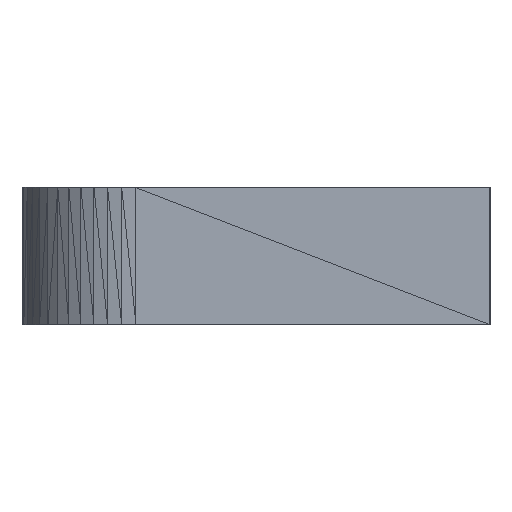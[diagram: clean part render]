
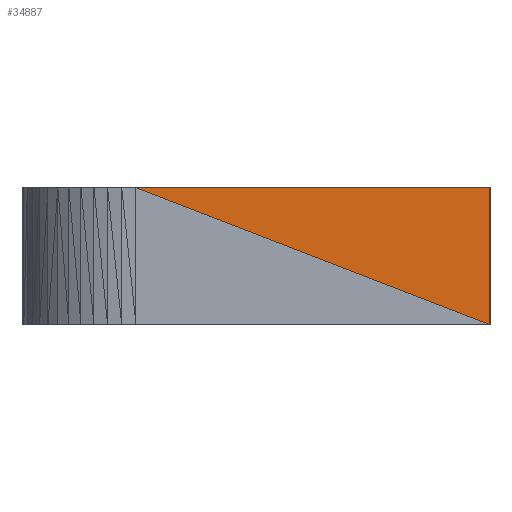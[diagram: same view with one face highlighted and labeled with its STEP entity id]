
A CAD part, left-side view. The second image highlights one B-rep face of the part: STEP entity #34887.
In plain terms, the highlighted planar face has unit normal (-1, 0, 0).
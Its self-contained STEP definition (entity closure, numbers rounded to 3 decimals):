
#57 = VERTEX_POINT('',#58);
#58 = CARTESIAN_POINT('',(-22.,15.5,0.));
#98 = PLANE('',#99);
#99 = AXIS2_PLACEMENT_3D('',#100,#101,#102);
#100 = CARTESIAN_POINT('',(-21.879,7.752,0.));
#101 = DIRECTION('',(0.,0.,1.));
#102 = DIRECTION('',(1.,0.,-0.));
#26686 = VERTEX_POINT('',#26687);
#26687 = CARTESIAN_POINT('',(-22.,0.,-6.));
#26877 = VERTEX_POINT('',#26878);
#26878 = CARTESIAN_POINT('',(-22.,0.,0.));
#27027 = PLANE('',#27028);
#27028 = AXIS2_PLACEMENT_3D('',#27029,#27030,#27031);
#27029 = CARTESIAN_POINT('',(-20.678,0.,-2.692));
#27030 = DIRECTION('',(-0.,-1.,-0.));
#27031 = DIRECTION('',(0.,0.,-1.));
#27096 = EDGE_CURVE('',#26686,#26877,#27097,.T.);
#27097 = SURFACE_CURVE('',#27098,(#27102,#27109),.PCURVE_S1.);
#27098 = LINE('',#27099,#27100);
#27099 = CARTESIAN_POINT('',(-22.,0.,-6.));
#27100 = VECTOR('',#27101,1.);
#27101 = DIRECTION('',(0.,0.,1.));
#27102 = PCURVE('',#27027,#27103);
#27103 = DEFINITIONAL_REPRESENTATION('',(#27104),#27108);
#27104 = LINE('',#27105,#27106);
#27105 = CARTESIAN_POINT('',(3.308,-1.322));
#27106 = VECTOR('',#27107,1.);
#27107 = DIRECTION('',(-1.,0.));
#27108 = ( GEOMETRIC_REPRESENTATION_CONTEXT(2) 
PARAMETRIC_REPRESENTATION_CONTEXT() REPRESENTATION_CONTEXT('2D SPACE',''
  ) );
#27109 = PCURVE('',#27110,#27115);
#27110 = PLANE('',#27111);
#27111 = AXIS2_PLACEMENT_3D('',#27112,#27113,#27114);
#27112 = CARTESIAN_POINT('',(-22.,6.53,-1.78));
#27113 = DIRECTION('',(-1.,0.,0.));
#27114 = DIRECTION('',(0.,0.,-1.));
#27115 = DEFINITIONAL_REPRESENTATION('',(#27116),#27120);
#27116 = LINE('',#27117,#27118);
#27117 = CARTESIAN_POINT('',(4.22,6.53));
#27118 = VECTOR('',#27119,1.);
#27119 = DIRECTION('',(-1.,0.));
#27120 = ( GEOMETRIC_REPRESENTATION_CONTEXT(2) 
PARAMETRIC_REPRESENTATION_CONTEXT() REPRESENTATION_CONTEXT('2D SPACE',''
  ) );
#34688 = PLANE('',#34689);
#34689 = AXIS2_PLACEMENT_3D('',#34690,#34691,#34692);
#34690 = CARTESIAN_POINT('',(-22.,8.97,-4.22));
#34691 = DIRECTION('',(-1.,0.,0.));
#34692 = DIRECTION('',(0.,0.,-1.));
#34865 = EDGE_CURVE('',#26686,#57,#34866,.T.);
#34866 = SURFACE_CURVE('',#34867,(#34871,#34878),.PCURVE_S1.);
#34867 = LINE('',#34868,#34869);
#34868 = CARTESIAN_POINT('',(-22.,0.,-6.));
#34869 = VECTOR('',#34870,1.);
#34870 = DIRECTION('',(0.,0.933,0.361));
#34871 = PCURVE('',#34688,#34872);
#34872 = DEFINITIONAL_REPRESENTATION('',(#34873),#34877);
#34873 = LINE('',#34874,#34875);
#34874 = CARTESIAN_POINT('',(1.78,8.97));
#34875 = VECTOR('',#34876,1.);
#34876 = DIRECTION('',(-0.361,-0.933));
#34877 = ( GEOMETRIC_REPRESENTATION_CONTEXT(2) 
PARAMETRIC_REPRESENTATION_CONTEXT() REPRESENTATION_CONTEXT('2D SPACE',''
  ) );
#34878 = PCURVE('',#27110,#34879);
#34879 = DEFINITIONAL_REPRESENTATION('',(#34880),#34884);
#34880 = LINE('',#34881,#34882);
#34881 = CARTESIAN_POINT('',(4.22,6.53));
#34882 = VECTOR('',#34883,1.);
#34883 = DIRECTION('',(-0.361,-0.933));
#34884 = ( GEOMETRIC_REPRESENTATION_CONTEXT(2) 
PARAMETRIC_REPRESENTATION_CONTEXT() REPRESENTATION_CONTEXT('2D SPACE',''
  ) );
#34887 = ADVANCED_FACE('',(#34888),#27110,.T.);
#34888 = FACE_BOUND('',#34889,.T.);
#34889 = EDGE_LOOP('',(#34890,#34891,#34892));
#34890 = ORIENTED_EDGE('',*,*,#34865,.F.);
#34891 = ORIENTED_EDGE('',*,*,#27096,.T.);
#34892 = ORIENTED_EDGE('',*,*,#34893,.T.);
#34893 = EDGE_CURVE('',#26877,#57,#34894,.T.);
#34894 = SURFACE_CURVE('',#34895,(#34899,#34906),.PCURVE_S1.);
#34895 = LINE('',#34896,#34897);
#34896 = CARTESIAN_POINT('',(-22.,0.,0.));
#34897 = VECTOR('',#34898,1.);
#34898 = DIRECTION('',(0.,1.,0.));
#34899 = PCURVE('',#27110,#34900);
#34900 = DEFINITIONAL_REPRESENTATION('',(#34901),#34905);
#34901 = LINE('',#34902,#34903);
#34902 = CARTESIAN_POINT('',(-1.78,6.53));
#34903 = VECTOR('',#34904,1.);
#34904 = DIRECTION('',(0.,-1.));
#34905 = ( GEOMETRIC_REPRESENTATION_CONTEXT(2) 
PARAMETRIC_REPRESENTATION_CONTEXT() REPRESENTATION_CONTEXT('2D SPACE',''
  ) );
#34906 = PCURVE('',#98,#34907);
#34907 = DEFINITIONAL_REPRESENTATION('',(#34908),#34912);
#34908 = LINE('',#34909,#34910);
#34909 = CARTESIAN_POINT('',(-0.121,-7.752));
#34910 = VECTOR('',#34911,1.);
#34911 = DIRECTION('',(0.,1.));
#34912 = ( GEOMETRIC_REPRESENTATION_CONTEXT(2) 
PARAMETRIC_REPRESENTATION_CONTEXT() REPRESENTATION_CONTEXT('2D SPACE',''
  ) );
